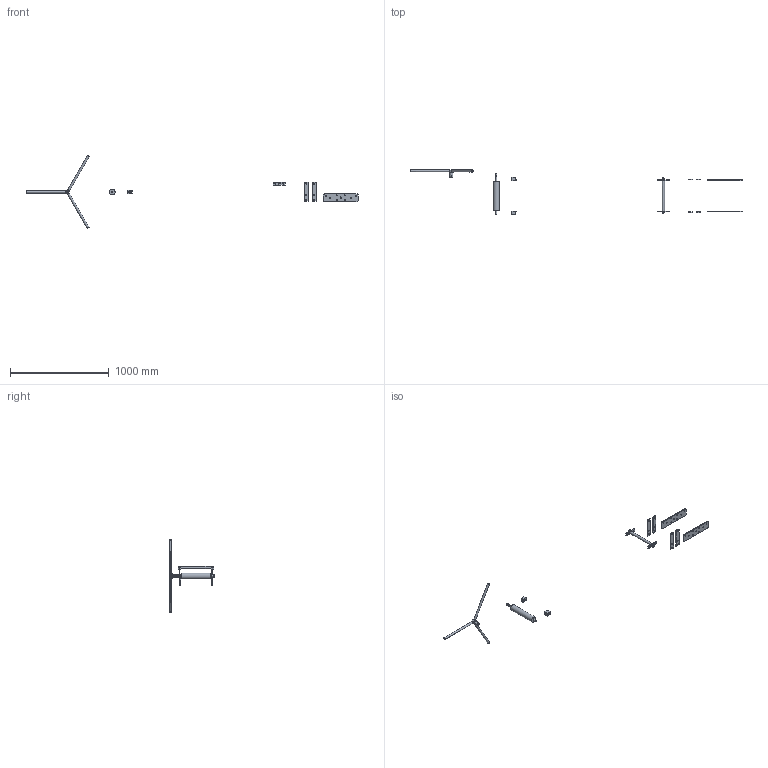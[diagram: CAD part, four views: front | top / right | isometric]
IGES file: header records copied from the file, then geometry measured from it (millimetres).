
Global section: file name: PRESSE 3D pieces; native system: AutoCAD 2015 - Français (French),; preprocessor: Autodesk Translation Framework DWG producer (atf_dwg_producer); organization: unknown; date: 20211014.154814; units: millimetre
Bounding box: 3365.31 x 452.5 x 737.95 mm (x, y, z)
Volume: 1945179.7 mm3; surface area: 526311.8 mm2
Topology: 24 solids, 24 shells, 199 faces, 475 edges, 319 vertices
Faces by surface type: bspline 199
